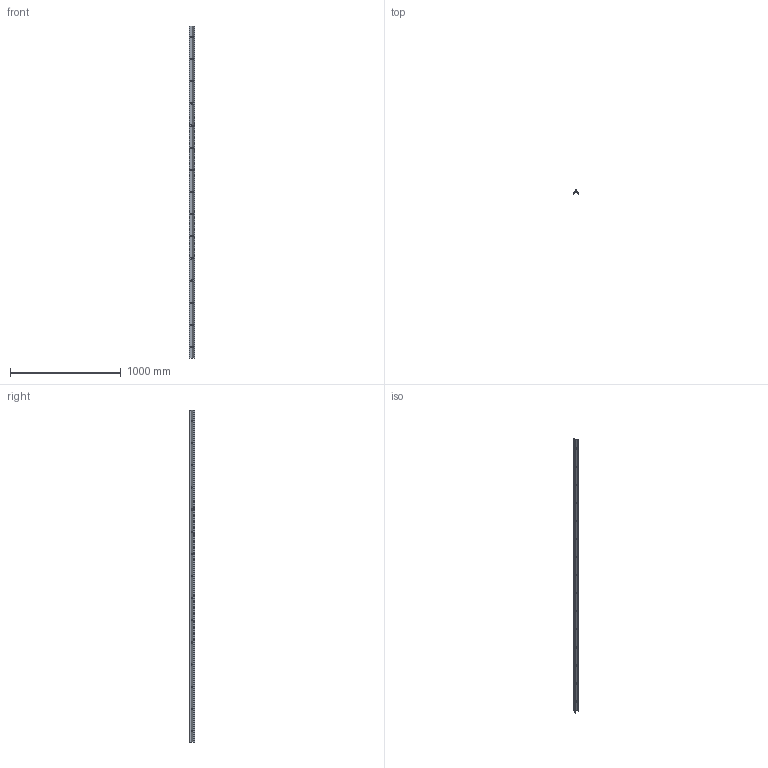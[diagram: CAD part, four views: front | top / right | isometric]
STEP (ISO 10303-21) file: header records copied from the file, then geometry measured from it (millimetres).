
FILE_DESCRIPTION(/* description */ ('287P-SP=3 D=15 MT.3 PZ.10 ZINCATO - BINARIO'),/* implementation_level */ '2;1');
FILE_NAME(/* name */ '10204011 001.stp',/* time_stamp */ '2021-09-29T15:11:12+02:00',/* author */ ('gcocco'),/* organization */ (''),/* preprocessor_version */ 'ST-DEVELOPER v17.2',/* originating_system */ 'Autodesk Inventor 2019',/* authorisation */ '');
FILE_SCHEMA (('AUTOMOTIVE_DESIGN { 1 0 10303 214 3 1 1 }'));
Length unit declared in the file: millimetre
Products named in the file (1): 10204001  001
Bounding box: 46 x 46.97 x 3000 mm (x, y, z)
Surface area: 686794.3 mm2 (no closed solid volume)
Topology: 0 solids, 1 shells, 185 faces, 525 edges, 340 vertices
Faces by surface type: plane 115, cylinder 70
Full cylindrical faces by diameter (mm): 12 x15
Entity records: 6103 total; most frequent: CARTESIAN_POINT 1051, DIRECTION 1037, ORIENTED_EDGE 1010, EDGE_CURVE 525, LINE 385, VECTOR 385, VERTEX_POINT 340, AXIS2_PLACEMENT_3D 326
